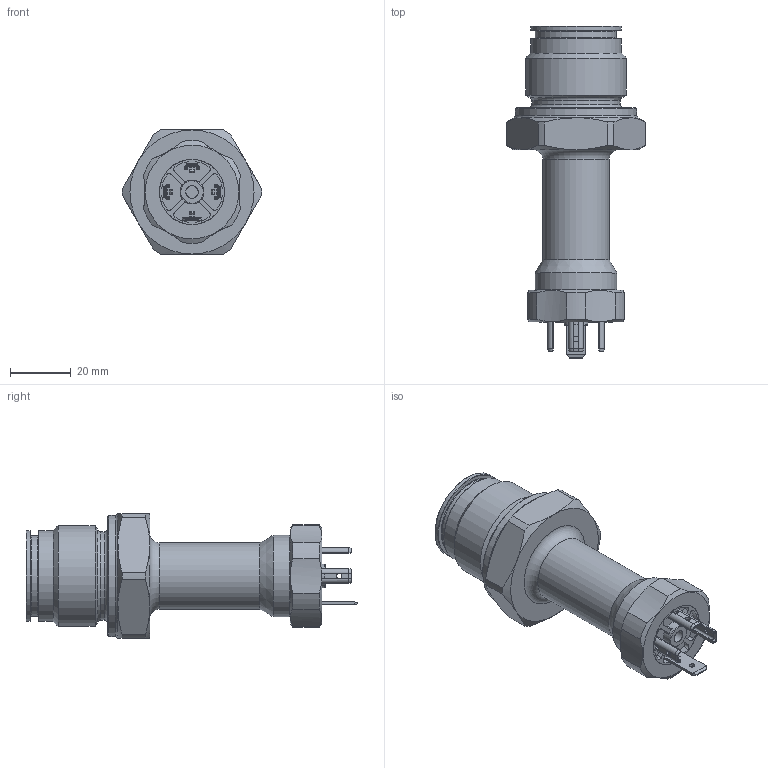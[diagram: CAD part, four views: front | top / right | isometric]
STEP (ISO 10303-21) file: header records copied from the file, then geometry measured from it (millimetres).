
FILE_DESCRIPTION( ( 'Druckaufnehmer G1" cone als STP an ' ), '1' );
FILE_NAME( 'PBMx_xxxxxxxx4443xxx.stp', '8.4.2011', ( 'Daniel Bosshard' ), ( 'Baumer electric AG, Process Instrumentation, CH8501 Frauenfeld' ), 'PSStep 14.0', 'Solid Edge ST3', ' ' );
FILE_SCHEMA( ( 'AUTOMOTIVE_DESIGN { 1 0 10303 214 1 1 1 1 }' ) );
Length unit declared in the file: millimetre
Products named in the file (1): 11079407
Bounding box: 46 x 109.7 x 41 mm (x, y, z)
Volume: 67684.6 mm3; surface area: 14194.7 mm2
Topology: 1 solids, 1 shells, 313 faces, 919 edges, 608 vertices
Faces by surface type: plane 174, cylinder 94, cone 25, torus 14, bspline 6
Full cylindrical faces by diameter (mm): 1.8 x4, 4.1 x1, 7.8 x1, 21.5 x1, 22 x1, 25 x1, 26.8 x1, 27 x1, 29.2 x1, 30 x2, 33.2 x1, 33.249 x1, 38.2 x1, 40 x1
Entity records: 14293 total; most frequent: CARTESIAN_POINT 4173, ORIENTED_EDGE 1740, DIRECTION 1272, EDGE_CURVE 870, VERTEX_POINT 598, LINE 496, VECTOR 496, AXIS2_PLACEMENT_3D 388
